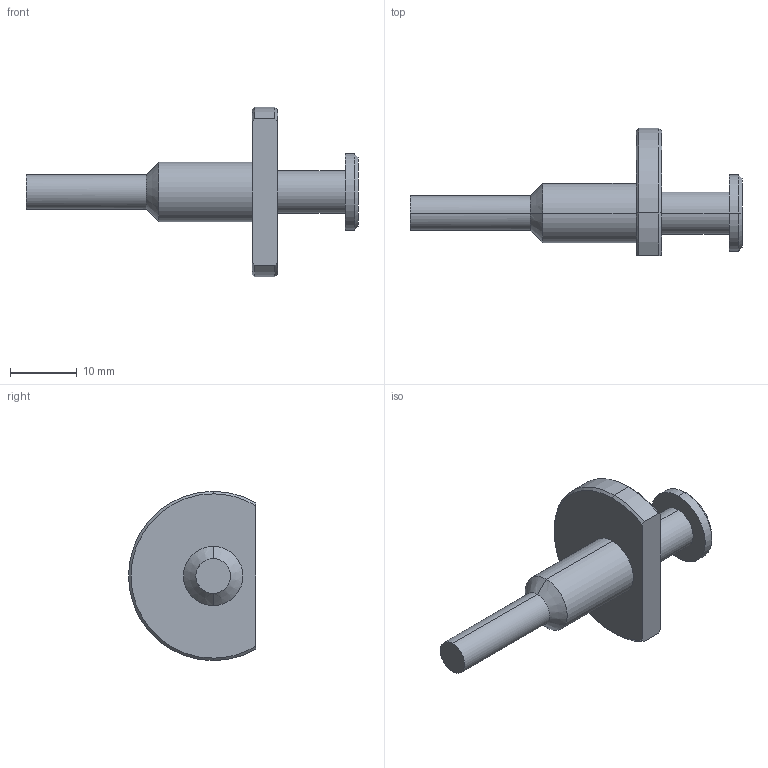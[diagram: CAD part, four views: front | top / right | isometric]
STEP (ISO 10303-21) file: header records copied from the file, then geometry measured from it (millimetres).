
FILE_DESCRIPTION (( 'STEP AP214' ), '1' );
FILE_NAME ('FMCN49836_3D.step', '2023-09-20T09:15:53', ( '' ), ( '' ), 'SwSTEP 2.0', 'SolidWorks 2022', '' );
FILE_SCHEMA (( 'AUTOMOTIVE_DESIGN' ));
Length unit declared in the file: millimetre
Products named in the file (1): FMCN49836_3D
Bounding box: 49.78 x 19.05 x 25.4 mm (x, y, z)
Volume: 3379.7 mm3; surface area: 2181.2 mm2
Topology: 1 solids, 1 shells, 27 faces, 56 edges, 34 vertices
Faces by surface type: cylinder 11, cone 10, plane 6
Entity records: 786 total; most frequent: CARTESIAN_POINT 164, DIRECTION 134, ORIENTED_EDGE 112, AXIS2_PLACEMENT_3D 56, EDGE_CURVE 56, VERTEX_POINT 34, EDGE_LOOP 30, CIRCLE 28
